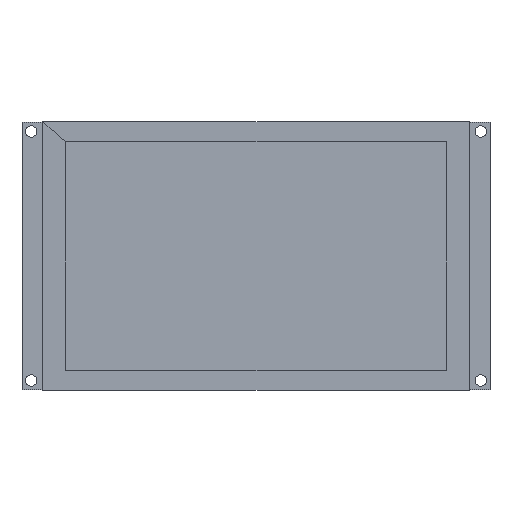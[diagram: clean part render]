
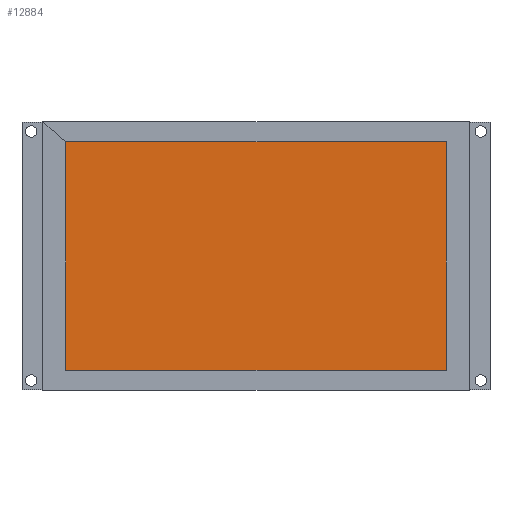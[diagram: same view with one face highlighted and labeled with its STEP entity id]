
A CAD part, top view. The second image highlights one B-rep face of the part: STEP entity #12884.
In plain terms, the highlighted planar face has unit normal (0, 0, 1).
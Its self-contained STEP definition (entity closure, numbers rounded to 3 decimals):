
#12570 = VERTEX_POINT('',#12571);
#12571 = CARTESIAN_POINT('',(-54.,32.4,3.5));
#12578 = PLANE('',#12579);
#12579 = AXIS2_PLACEMENT_3D('',#12580,#12581,#12582);
#12580 = CARTESIAN_POINT('',(-54.,32.4,0.));
#12581 = DIRECTION('',(1.,0.,0.));
#12582 = DIRECTION('',(0.,-1.,0.));
#12590 = PLANE('',#12591);
#12591 = AXIS2_PLACEMENT_3D('',#12592,#12593,#12594);
#12592 = CARTESIAN_POINT('',(54.,32.4,0.));
#12593 = DIRECTION('',(0.,-1.,0.));
#12594 = DIRECTION('',(-1.,0.,0.));
#12602 = EDGE_CURVE('',#12570,#12603,#12605,.T.);
#12603 = VERTEX_POINT('',#12604);
#12604 = CARTESIAN_POINT('',(-54.,-32.4,3.5));
#12605 = SURFACE_CURVE('',#12606,(#12610,#12617),.PCURVE_S1.);
#12606 = LINE('',#12607,#12608);
#12607 = CARTESIAN_POINT('',(-54.,32.4,3.5));
#12608 = VECTOR('',#12609,1.);
#12609 = DIRECTION('',(0.,-1.,0.));
#12610 = PCURVE('',#12578,#12611);
#12611 = DEFINITIONAL_REPRESENTATION('',(#12612),#12616);
#12612 = LINE('',#12613,#12614);
#12613 = CARTESIAN_POINT('',(0.,-3.5));
#12614 = VECTOR('',#12615,1.);
#12615 = DIRECTION('',(1.,0.));
#12616 = ( GEOMETRIC_REPRESENTATION_CONTEXT(2) 
PARAMETRIC_REPRESENTATION_CONTEXT() REPRESENTATION_CONTEXT('2D SPACE',''
  ) );
#12617 = PCURVE('',#12618,#12623);
#12618 = PLANE('',#12619);
#12619 = AXIS2_PLACEMENT_3D('',#12620,#12621,#12622);
#12620 = CARTESIAN_POINT('',(-54.,32.4,3.5));
#12621 = DIRECTION('',(0.,0.,-1.));
#12622 = DIRECTION('',(-1.,0.,0.));
#12623 = DEFINITIONAL_REPRESENTATION('',(#12624),#12628);
#12624 = LINE('',#12625,#12626);
#12625 = CARTESIAN_POINT('',(0.,0.));
#12626 = VECTOR('',#12627,1.);
#12627 = DIRECTION('',(0.,-1.));
#12628 = ( GEOMETRIC_REPRESENTATION_CONTEXT(2) 
PARAMETRIC_REPRESENTATION_CONTEXT() REPRESENTATION_CONTEXT('2D SPACE',''
  ) );
#12646 = PLANE('',#12647);
#12647 = AXIS2_PLACEMENT_3D('',#12648,#12649,#12650);
#12648 = CARTESIAN_POINT('',(-54.,-32.4,0.));
#12649 = DIRECTION('',(0.,1.,0.));
#12650 = DIRECTION('',(1.,0.,0.));
#12688 = EDGE_CURVE('',#12603,#12689,#12691,.T.);
#12689 = VERTEX_POINT('',#12690);
#12690 = CARTESIAN_POINT('',(54.,-32.4,3.5));
#12691 = SURFACE_CURVE('',#12692,(#12696,#12703),.PCURVE_S1.);
#12692 = LINE('',#12693,#12694);
#12693 = CARTESIAN_POINT('',(-54.,-32.4,3.5));
#12694 = VECTOR('',#12695,1.);
#12695 = DIRECTION('',(1.,0.,0.));
#12696 = PCURVE('',#12646,#12697);
#12697 = DEFINITIONAL_REPRESENTATION('',(#12698),#12702);
#12698 = LINE('',#12699,#12700);
#12699 = CARTESIAN_POINT('',(0.,-3.5));
#12700 = VECTOR('',#12701,1.);
#12701 = DIRECTION('',(1.,0.));
#12702 = ( GEOMETRIC_REPRESENTATION_CONTEXT(2) 
PARAMETRIC_REPRESENTATION_CONTEXT() REPRESENTATION_CONTEXT('2D SPACE',''
  ) );
#12703 = PCURVE('',#12618,#12704);
#12704 = DEFINITIONAL_REPRESENTATION('',(#12705),#12709);
#12705 = LINE('',#12706,#12707);
#12706 = CARTESIAN_POINT('',(0.,-64.8));
#12707 = VECTOR('',#12708,1.);
#12708 = DIRECTION('',(-1.,0.));
#12709 = ( GEOMETRIC_REPRESENTATION_CONTEXT(2) 
PARAMETRIC_REPRESENTATION_CONTEXT() REPRESENTATION_CONTEXT('2D SPACE',''
  ) );
#12727 = PLANE('',#12728);
#12728 = AXIS2_PLACEMENT_3D('',#12729,#12730,#12731);
#12729 = CARTESIAN_POINT('',(54.,-32.4,0.));
#12730 = DIRECTION('',(-1.,0.,0.));
#12731 = DIRECTION('',(0.,1.,0.));
#12764 = EDGE_CURVE('',#12689,#12765,#12767,.T.);
#12765 = VERTEX_POINT('',#12766);
#12766 = CARTESIAN_POINT('',(54.,32.4,3.5));
#12767 = SURFACE_CURVE('',#12768,(#12772,#12779),.PCURVE_S1.);
#12768 = LINE('',#12769,#12770);
#12769 = CARTESIAN_POINT('',(54.,-32.4,3.5));
#12770 = VECTOR('',#12771,1.);
#12771 = DIRECTION('',(0.,1.,0.));
#12772 = PCURVE('',#12727,#12773);
#12773 = DEFINITIONAL_REPRESENTATION('',(#12774),#12778);
#12774 = LINE('',#12775,#12776);
#12775 = CARTESIAN_POINT('',(0.,-3.5));
#12776 = VECTOR('',#12777,1.);
#12777 = DIRECTION('',(1.,0.));
#12778 = ( GEOMETRIC_REPRESENTATION_CONTEXT(2) 
PARAMETRIC_REPRESENTATION_CONTEXT() REPRESENTATION_CONTEXT('2D SPACE',''
  ) );
#12779 = PCURVE('',#12618,#12780);
#12780 = DEFINITIONAL_REPRESENTATION('',(#12781),#12785);
#12781 = LINE('',#12782,#12783);
#12782 = CARTESIAN_POINT('',(-108.,-64.8));
#12783 = VECTOR('',#12784,1.);
#12784 = DIRECTION('',(0.,1.));
#12785 = ( GEOMETRIC_REPRESENTATION_CONTEXT(2) 
PARAMETRIC_REPRESENTATION_CONTEXT() REPRESENTATION_CONTEXT('2D SPACE',''
  ) );
#12835 = EDGE_CURVE('',#12765,#12570,#12836,.T.);
#12836 = SURFACE_CURVE('',#12837,(#12841,#12848),.PCURVE_S1.);
#12837 = LINE('',#12838,#12839);
#12838 = CARTESIAN_POINT('',(54.,32.4,3.5));
#12839 = VECTOR('',#12840,1.);
#12840 = DIRECTION('',(-1.,0.,0.));
#12841 = PCURVE('',#12590,#12842);
#12842 = DEFINITIONAL_REPRESENTATION('',(#12843),#12847);
#12843 = LINE('',#12844,#12845);
#12844 = CARTESIAN_POINT('',(0.,-3.5));
#12845 = VECTOR('',#12846,1.);
#12846 = DIRECTION('',(1.,0.));
#12847 = ( GEOMETRIC_REPRESENTATION_CONTEXT(2) 
PARAMETRIC_REPRESENTATION_CONTEXT() REPRESENTATION_CONTEXT('2D SPACE',''
  ) );
#12848 = PCURVE('',#12618,#12849);
#12849 = DEFINITIONAL_REPRESENTATION('',(#12850),#12854);
#12850 = LINE('',#12851,#12852);
#12851 = CARTESIAN_POINT('',(-108.,0.));
#12852 = VECTOR('',#12853,1.);
#12853 = DIRECTION('',(1.,0.));
#12854 = ( GEOMETRIC_REPRESENTATION_CONTEXT(2) 
PARAMETRIC_REPRESENTATION_CONTEXT() REPRESENTATION_CONTEXT('2D SPACE',''
  ) );
#12884 = ADVANCED_FACE('',(#12885),#12618,.F.);
#12885 = FACE_BOUND('',#12886,.T.);
#12886 = EDGE_LOOP('',(#12887,#12888,#12889,#12890));
#12887 = ORIENTED_EDGE('',*,*,#12602,.T.);
#12888 = ORIENTED_EDGE('',*,*,#12688,.T.);
#12889 = ORIENTED_EDGE('',*,*,#12764,.T.);
#12890 = ORIENTED_EDGE('',*,*,#12835,.T.);
